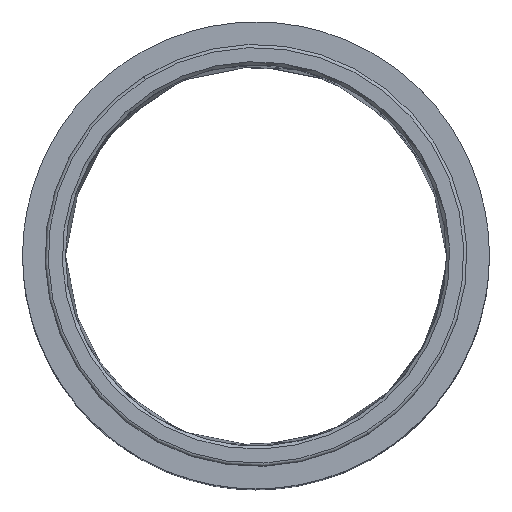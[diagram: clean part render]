
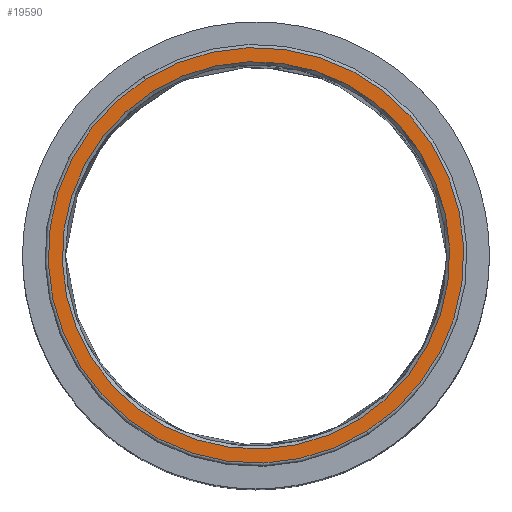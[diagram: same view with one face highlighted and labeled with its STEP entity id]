
A CAD part, top view. The second image highlights one B-rep face of the part: STEP entity #19590.
In plain terms, the highlighted planar face has unit normal (0, 0, 1).
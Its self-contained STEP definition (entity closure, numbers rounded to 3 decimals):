
#90 = VERTEX_POINT ( 'NONE', #7384 ) ;
#118 = EDGE_LOOP ( 'NONE', ( #2512, #4884 ) ) ;
#422 = VERTEX_POINT ( 'NONE', #13013 ) ;
#437 = EDGE_CURVE ( 'NONE', #422, #90, #20496, .T. ) ;
#1326 = VERTEX_POINT ( 'NONE', #18457 ) ;
#2512 = ORIENTED_EDGE ( 'NONE', *, *, #13617, .F. ) ;
#3506 = AXIS2_PLACEMENT_3D ( 'NONE', #14869, #20316, #9975 ) ;
#4884 = ORIENTED_EDGE ( 'NONE', *, *, #20881, .F. ) ;
#5558 = VERTEX_POINT ( 'NONE', #7602 ) ;
#5670 = CIRCLE ( 'NONE', #13659, 654.3 ) ;
#5713 = CARTESIAN_POINT ( 'NONE',  ( 0., 0., 2000. ) ) ;
#6444 = PLANE ( 'NONE',  #3506 ) ;
#6455 = ORIENTED_EDGE ( 'NONE', *, *, #10503, .T. ) ;
#6866 = CARTESIAN_POINT ( 'NONE',  ( 0., 0., 2000. ) ) ;
#7029 = CIRCLE ( 'NONE', #11768, 610. ) ;
#7384 = CARTESIAN_POINT ( 'NONE',  ( 324.841, -516.313, 2000. ) ) ;
#7602 = CARTESIAN_POINT ( 'NONE',  ( -348.431, 553.809, 2000. ) ) ;
#9975 = DIRECTION ( 'NONE',  ( 1., 0., 0. ) ) ;
#10503 = EDGE_CURVE ( 'NONE', #90, #422, #7029, .T. ) ;
#10983 = EDGE_LOOP ( 'NONE', ( #6455, #15244 ) ) ;
#11768 = AXIS2_PLACEMENT_3D ( 'NONE', #5713, #14688, #12651 ) ;
#12651 = DIRECTION ( 'NONE',  ( -0.533, 0.846, 0. ) ) ;
#13013 = CARTESIAN_POINT ( 'NONE',  ( -324.841, 516.313, 2000. ) ) ;
#13126 = CARTESIAN_POINT ( 'NONE',  ( 0., 0., 2000. ) ) ;
#13617 = EDGE_CURVE ( 'NONE', #5558, #1326, #5670, .T. ) ;
#13659 = AXIS2_PLACEMENT_3D ( 'NONE', #6866, #18799, #17311 ) ;
#14502 = DIRECTION ( 'NONE',  ( 0., 0., -1. ) ) ;
#14688 = DIRECTION ( 'NONE',  ( 0., 0., -1. ) ) ;
#14869 = CARTESIAN_POINT ( 'NONE',  ( 0., 0., 2000. ) ) ;
#15191 = FACE_BOUND ( 'NONE', #10983, .T. ) ;
#15244 = ORIENTED_EDGE ( 'NONE', *, *, #437, .T. ) ;
#16562 = FACE_OUTER_BOUND ( 'NONE', #118, .T. ) ;
#16958 = AXIS2_PLACEMENT_3D ( 'NONE', #18138, #14502, #21451 ) ;
#17311 = DIRECTION ( 'NONE',  ( -0.533, 0.846, 0. ) ) ;
#18138 = CARTESIAN_POINT ( 'NONE',  ( 0., 0., 2000. ) ) ;
#18368 = CIRCLE ( 'NONE', #16958, 654.3 ) ;
#18457 = CARTESIAN_POINT ( 'NONE',  ( 348.431, -553.809, 2000. ) ) ;
#18799 = DIRECTION ( 'NONE',  ( 0., 0., -1. ) ) ;
#19590 = ADVANCED_FACE ( 'NONE', ( #15191, #16562 ), #6444, .T. ) ;
#20060 = DIRECTION ( 'NONE',  ( -0.533, 0.846, 0. ) ) ;
#20316 = DIRECTION ( 'NONE',  ( 0., 0., 1. ) ) ;
#20496 = CIRCLE ( 'NONE', #21224, 610. ) ;
#20881 = EDGE_CURVE ( 'NONE', #1326, #5558, #18368, .T. ) ;
#21224 = AXIS2_PLACEMENT_3D ( 'NONE', #13126, #21545, #20060 ) ;
#21451 = DIRECTION ( 'NONE',  ( -0.533, 0.846, 0. ) ) ;
#21545 = DIRECTION ( 'NONE',  ( 0., 0., -1. ) ) ;
